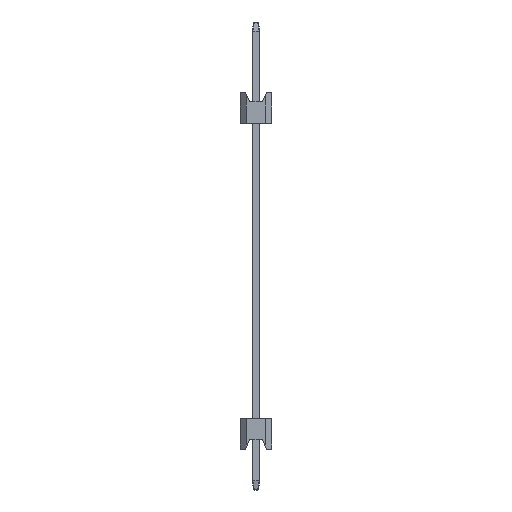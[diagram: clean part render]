
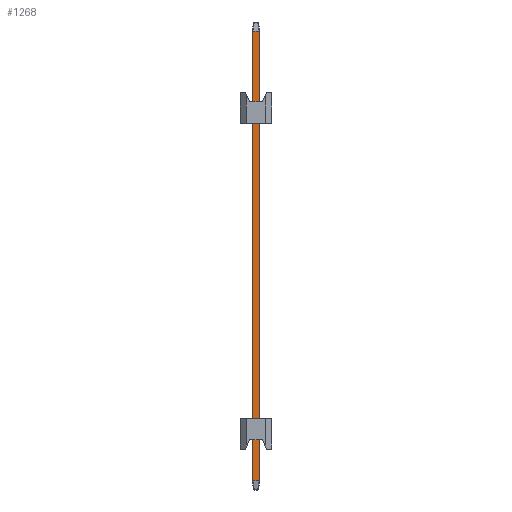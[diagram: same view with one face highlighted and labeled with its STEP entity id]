
A CAD part, left-side view. The second image highlights one B-rep face of the part: STEP entity #1268.
In plain terms, the highlighted planar face has unit normal (-1, 0, 0).
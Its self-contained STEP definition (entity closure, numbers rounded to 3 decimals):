
#198=FACE_OUTER_BOUND('',#262,.T.);
#262=EDGE_LOOP('',(#1007,#1008,#1009,#1010,#1011,#1012,#1013,#1014));
#313=LINE('',#1869,#469);
#322=LINE('',#1887,#478);
#352=LINE('',#1942,#508);
#365=LINE('',#1969,#521);
#368=LINE('',#1975,#524);
#371=LINE('',#1981,#527);
#387=LINE('',#2008,#543);
#388=LINE('',#2010,#544);
#469=VECTOR('',#1497,10.);
#478=VECTOR('',#1510,10.);
#508=VECTOR('',#1560,10.);
#521=VECTOR('',#1581,10.);
#524=VECTOR('',#1586,10.);
#527=VECTOR('',#1591,10.);
#543=VECTOR('',#1625,10.);
#544=VECTOR('',#1628,10.);
#623=VERTEX_POINT('',#1867);
#624=VERTEX_POINT('',#1868);
#631=VERTEX_POINT('',#1885);
#645=VERTEX_POINT('',#1937);
#653=VERTEX_POINT('',#1961);
#656=VERTEX_POINT('',#1967);
#658=VERTEX_POINT('',#1973);
#660=VERTEX_POINT('',#1979);
#721=EDGE_CURVE('',#623,#624,#313,.T.);
#730=EDGE_CURVE('',#631,#623,#322,.T.);
#760=EDGE_CURVE('',#624,#645,#352,.T.);
#773=EDGE_CURVE('',#656,#653,#365,.T.);
#776=EDGE_CURVE('',#658,#656,#368,.T.);
#779=EDGE_CURVE('',#660,#658,#371,.T.);
#795=EDGE_CURVE('',#653,#631,#387,.T.);
#796=EDGE_CURVE('',#645,#660,#388,.T.);
#1007=ORIENTED_EDGE('',*,*,#760,.F.);
#1008=ORIENTED_EDGE('',*,*,#721,.F.);
#1009=ORIENTED_EDGE('',*,*,#730,.F.);
#1010=ORIENTED_EDGE('',*,*,#795,.F.);
#1011=ORIENTED_EDGE('',*,*,#773,.F.);
#1012=ORIENTED_EDGE('',*,*,#776,.F.);
#1013=ORIENTED_EDGE('',*,*,#779,.F.);
#1014=ORIENTED_EDGE('',*,*,#796,.F.);
#1204=PLANE('',#1395);
#1268=ADVANCED_FACE('',(#198),#1204,.T.);
#1395=AXIS2_PLACEMENT_3D('',#2009,#1626,#1627);
#1497=DIRECTION('',(0.,0.,-1.));
#1510=DIRECTION('',(0.,-0.371,-0.928));
#1560=DIRECTION('',(0.,0.371,-0.928));
#1581=DIRECTION('',(0.,-0.371,0.928));
#1586=DIRECTION('',(0.,0.,1.));
#1591=DIRECTION('',(0.,0.371,0.928));
#1625=DIRECTION('',(0.,-1.,0.));
#1626=DIRECTION('center_axis',(-1.,0.,0.));
#1627=DIRECTION('ref_axis',(0.,-1.,0.));
#1628=DIRECTION('',(0.,1.,0.));
#1867=CARTESIAN_POINT('',(-0.32,-0.27,33.748));
#1868=CARTESIAN_POINT('',(-0.32,-0.27,-2.548));
#1869=CARTESIAN_POINT('',(-0.32,-0.27,0.));
#1885=CARTESIAN_POINT('',(-0.32,-0.269,33.75));
#1887=CARTESIAN_POINT('',(-0.32,-5.973,19.491));
#1937=CARTESIAN_POINT('',(-0.32,-0.269,-2.55));
#1942=CARTESIAN_POINT('',(-0.32,-0.593,-1.739));
#1961=CARTESIAN_POINT('',(-0.32,0.269,33.75));
#1967=CARTESIAN_POINT('',(-0.32,0.27,33.748));
#1969=CARTESIAN_POINT('',(-0.32,6.017,19.381));
#1973=CARTESIAN_POINT('',(-0.32,0.27,-2.548));
#1975=CARTESIAN_POINT('',(-0.32,0.27,0.));
#1979=CARTESIAN_POINT('',(-0.32,0.269,-2.55));
#1981=CARTESIAN_POINT('',(-0.32,0.637,-1.629));
#2008=CARTESIAN_POINT('',(-0.32,0.16,33.75));
#2009=CARTESIAN_POINT('Origin',(-0.32,0.32,0.));
#2010=CARTESIAN_POINT('',(-0.32,0.16,-2.55));
